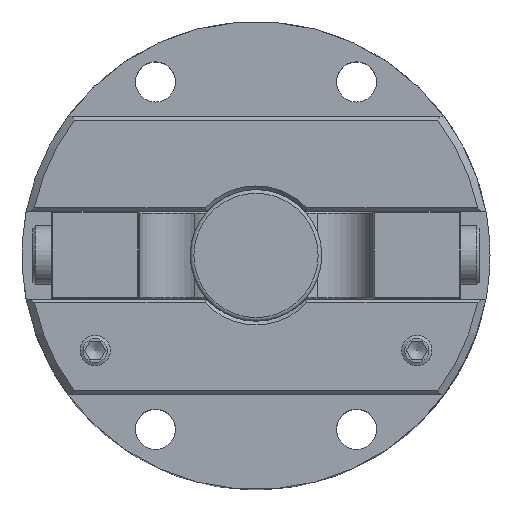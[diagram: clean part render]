
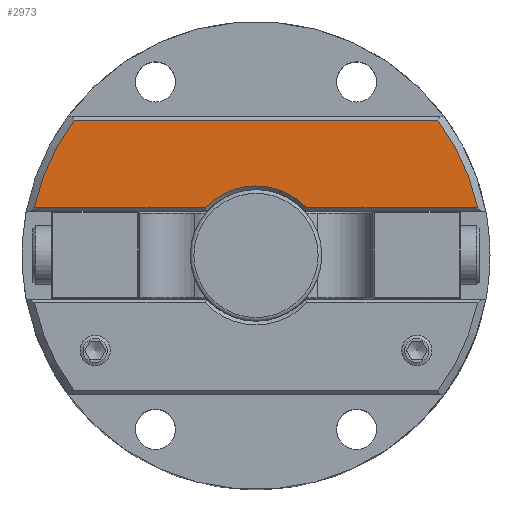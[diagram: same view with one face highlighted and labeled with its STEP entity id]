
A CAD part, top view. The second image highlights one B-rep face of the part: STEP entity #2973.
In plain terms, the highlighted planar face has unit normal (0, 0, 1).
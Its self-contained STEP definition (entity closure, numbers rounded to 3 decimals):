
#227=PLANE('',#3389);
#394=FACE_OUTER_BOUND('',#591,.T.);
#591=EDGE_LOOP('',(#2407,#2408,#2409,#2410,#2411,#2412));
#787=LINE('',#5301,#968);
#788=LINE('',#5315,#969);
#790=LINE('',#5323,#971);
#968=VECTOR('',#4080,10.);
#969=VECTOR('',#4089,10.);
#971=VECTOR('',#4097,10.);
#1161=CIRCLE('',#3385,9.5);
#1164=CIRCLE('',#3390,31.);
#1165=CIRCLE('',#3391,31.);
#1426=VERTEX_POINT('',#5298);
#1427=VERTEX_POINT('',#5300);
#1428=VERTEX_POINT('',#5306);
#1430=VERTEX_POINT('',#5314);
#1432=VERTEX_POINT('',#5320);
#1433=VERTEX_POINT('',#5322);
#1781=EDGE_CURVE('',#1426,#1427,#787,.T.);
#1783=EDGE_CURVE('',#1427,#1428,#1161,.T.);
#1786=EDGE_CURVE('',#1428,#1430,#788,.T.);
#1789=EDGE_CURVE('',#1432,#1426,#1164,.T.);
#1790=EDGE_CURVE('',#1433,#1432,#790,.T.);
#1791=EDGE_CURVE('',#1430,#1433,#1165,.T.);
#2407=ORIENTED_EDGE('',*,*,#1786,.F.);
#2408=ORIENTED_EDGE('',*,*,#1783,.F.);
#2409=ORIENTED_EDGE('',*,*,#1781,.F.);
#2410=ORIENTED_EDGE('',*,*,#1789,.F.);
#2411=ORIENTED_EDGE('',*,*,#1790,.F.);
#2412=ORIENTED_EDGE('',*,*,#1791,.F.);
#2973=ADVANCED_FACE('',(#394),#227,.T.);
#3385=AXIS2_PLACEMENT_3D('',#5307,#4083,#4084);
#3389=AXIS2_PLACEMENT_3D('',#5319,#4093,#4094);
#3390=AXIS2_PLACEMENT_3D('',#5321,#4095,#4096);
#3391=AXIS2_PLACEMENT_3D('',#5324,#4098,#4099);
#4080=DIRECTION('',(-1.,0.,0.));
#4083=DIRECTION('center_axis',(0.,0.,1.));
#4084=DIRECTION('ref_axis',(-1.,0.,0.));
#4089=DIRECTION('',(-1.,0.,0.));
#4093=DIRECTION('center_axis',(0.,0.,1.));
#4094=DIRECTION('ref_axis',(1.,0.,0.));
#4095=DIRECTION('center_axis',(0.,0.,-1.));
#4096=DIRECTION('ref_axis',(1.,0.,0.));
#4097=DIRECTION('',(1.,0.,0.));
#4098=DIRECTION('center_axis',(0.,0.,-1.));
#4099=DIRECTION('ref_axis',(-1.,0.,0.));
#5298=CARTESIAN_POINT('',(30.311,6.5,46.));
#5300=CARTESIAN_POINT('',(6.928,6.5,46.));
#5301=CARTESIAN_POINT('',(0.,6.5,46.));
#5306=CARTESIAN_POINT('',(-6.928,6.5,46.));
#5307=CARTESIAN_POINT('Origin',(0.,0.,46.));
#5314=CARTESIAN_POINT('',(-30.311,6.5,46.));
#5315=CARTESIAN_POINT('',(0.,6.5,46.));
#5319=CARTESIAN_POINT('Origin',(0.,0.,
46.));
#5320=CARTESIAN_POINT('',(24.875,18.5,46.));
#5321=CARTESIAN_POINT('Origin',(0.,0.,46.));
#5322=CARTESIAN_POINT('',(-24.875,18.5,46.));
#5323=CARTESIAN_POINT('',(0.,18.5,46.));
#5324=CARTESIAN_POINT('Origin',(0.,0.,46.));
